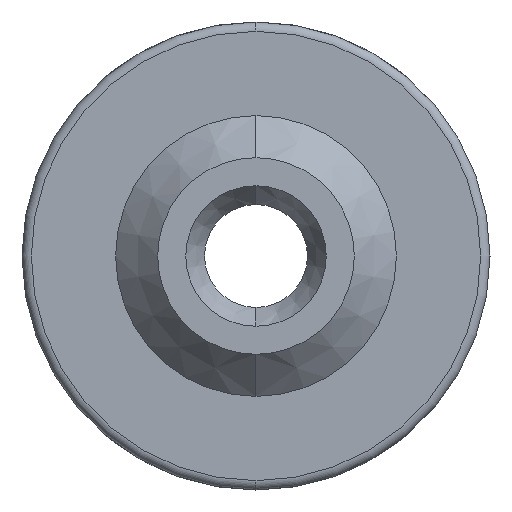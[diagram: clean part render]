
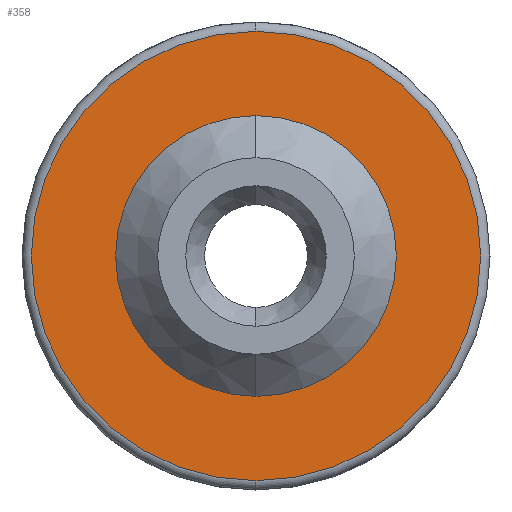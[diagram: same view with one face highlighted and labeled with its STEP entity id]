
A CAD part, left-side view. The second image highlights one B-rep face of the part: STEP entity #358.
In plain terms, the highlighted planar face has unit normal (-1, 0, 0).
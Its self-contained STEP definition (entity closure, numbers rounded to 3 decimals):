
#18 = EDGE_CURVE ( 'NONE', #596, #741, #724, .T. ) ;
#42 = CARTESIAN_POINT ( 'NONE',  ( -20., 0., 0. ) ) ;
#48 = ORIENTED_EDGE ( 'NONE', *, *, #499, .F. ) ;
#120 = CARTESIAN_POINT ( 'NONE',  ( -20., 0., 0. ) ) ;
#285 = VERTEX_POINT ( 'NONE', #557 ) ;
#292 = AXIS2_PLACEMENT_3D ( 'NONE', #120, #549, #1046 ) ;
#324 = CARTESIAN_POINT ( 'NONE',  ( -20., 0., -4.8 ) ) ;
#330 = FACE_BOUND ( 'NONE', #941, .T. ) ;
#358 = ADVANCED_FACE ( 'NONE', ( #330, #1061 ), #1079, .F. ) ;
#433 = CARTESIAN_POINT ( 'NONE',  ( -20., 0., 2.6 ) ) ;
#451 = CIRCLE ( 'NONE', #1065, 4.8 ) ;
#499 = EDGE_CURVE ( 'NONE', #741, #596, #1007, .T. ) ;
#505 = CIRCLE ( 'NONE', #704, 4.8 ) ;
#509 = EDGE_CURVE ( 'NONE', #827, #285, #505, .T. ) ;
#527 = CARTESIAN_POINT ( 'NONE',  ( -20., 0., 0. ) ) ;
#549 = DIRECTION ( 'NONE',  ( -1., 0., 0. ) ) ;
#553 = DIRECTION ( 'NONE',  ( -1., 0., 0. ) ) ;
#557 = CARTESIAN_POINT ( 'NONE',  ( -20., 0., 4.8 ) ) ;
#559 = CARTESIAN_POINT ( 'NONE',  ( -20., 0., 0. ) ) ;
#596 = VERTEX_POINT ( 'NONE', #433 ) ;
#650 = ORIENTED_EDGE ( 'NONE', *, *, #509, .T. ) ;
#655 = DIRECTION ( 'NONE',  ( 0., 0., 1. ) ) ;
#670 = DIRECTION ( 'NONE',  ( 0., 0., -1. ) ) ;
#684 = DIRECTION ( 'NONE',  ( -1., 0., 0. ) ) ;
#704 = AXIS2_PLACEMENT_3D ( 'NONE', #42, #553, #655 ) ;
#724 = CIRCLE ( 'NONE', #1027, 2.6 ) ;
#741 = VERTEX_POINT ( 'NONE', #850 ) ;
#752 = ORIENTED_EDGE ( 'NONE', *, *, #18, .F. ) ;
#827 = VERTEX_POINT ( 'NONE', #1092 ) ;
#850 = CARTESIAN_POINT ( 'NONE',  ( -20., 0., -2.6 ) ) ;
#911 = EDGE_LOOP ( 'NONE', ( #1040, #650 ) ) ;
#915 = AXIS2_PLACEMENT_3D ( 'NONE', #324, #1068, #670 ) ;
#941 = EDGE_LOOP ( 'NONE', ( #752, #48 ) ) ;
#975 = EDGE_CURVE ( 'NONE', #285, #827, #451, .T. ) ;
#1002 = DIRECTION ( 'NONE',  ( 0., 0., 1. ) ) ;
#1007 = CIRCLE ( 'NONE', #292, 2.6 ) ;
#1027 = AXIS2_PLACEMENT_3D ( 'NONE', #527, #684, #1087 ) ;
#1040 = ORIENTED_EDGE ( 'NONE', *, *, #975, .T. ) ;
#1046 = DIRECTION ( 'NONE',  ( 0., 0., 1. ) ) ;
#1061 = FACE_OUTER_BOUND ( 'NONE', #911, .T. ) ;
#1065 = AXIS2_PLACEMENT_3D ( 'NONE', #559, #1069, #1002 ) ;
#1068 = DIRECTION ( 'NONE',  ( 1., 0., 0. ) ) ;
#1069 = DIRECTION ( 'NONE',  ( -1., 0., 0. ) ) ;
#1079 = PLANE ( 'NONE',  #915 ) ;
#1087 = DIRECTION ( 'NONE',  ( 0., 0., 1. ) ) ;
#1092 = CARTESIAN_POINT ( 'NONE',  ( -20., 0., -4.8 ) ) ;
